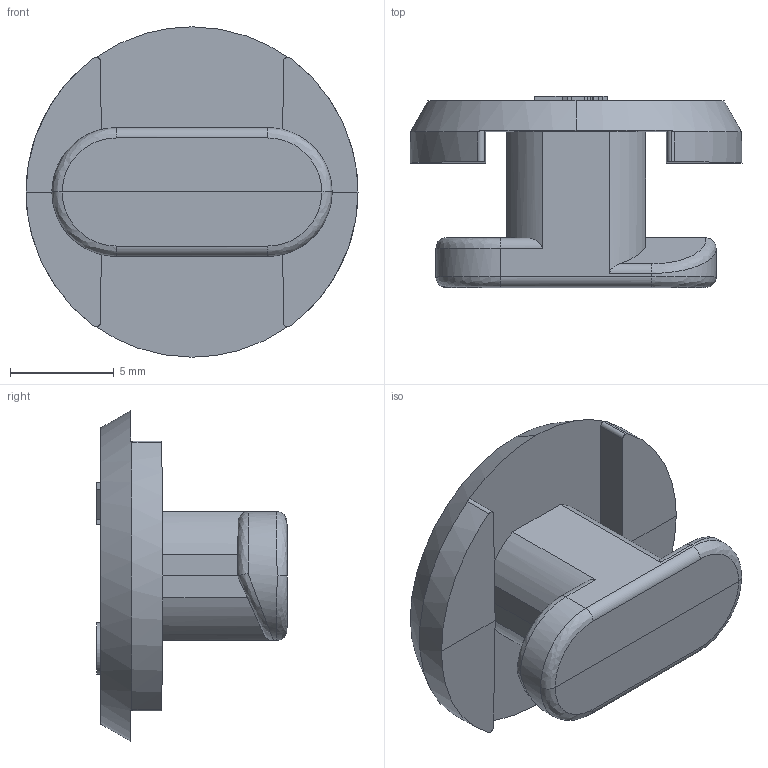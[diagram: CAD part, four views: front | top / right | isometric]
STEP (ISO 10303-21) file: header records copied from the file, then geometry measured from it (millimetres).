
FILE_DESCRIPTION (( 'STEP AP203' ), '1' );
FILE_NAME ('ZP1.step', '2020-08-27T16:20:28', ( '' ), ( '' ), 'SwSTEP 2.0', 'SolidWorks 2019', '' );
FILE_SCHEMA (( 'CONFIG_CONTROL_DESIGN' ));
Length unit declared in the file: inch
Products named in the file (1): ZP1
Bounding box: 16 x 9.2 x 15.92 mm (x, y, z)
Volume: 658.2 mm3; surface area: 878.3 mm2
Topology: 1 solids, 1 shells, 130 faces, 334 edges, 216 vertices
Faces by surface type: plane 83, cylinder 35, bspline 8, cone 4
Entity records: 4639 total; most frequent: CARTESIAN_POINT 1592, ORIENTED_EDGE 668, DIRECTION 538, EDGE_CURVE 334, LINE 232, VECTOR 232, VERTEX_POINT 216, AXIS2_PLACEMENT_3D 153
